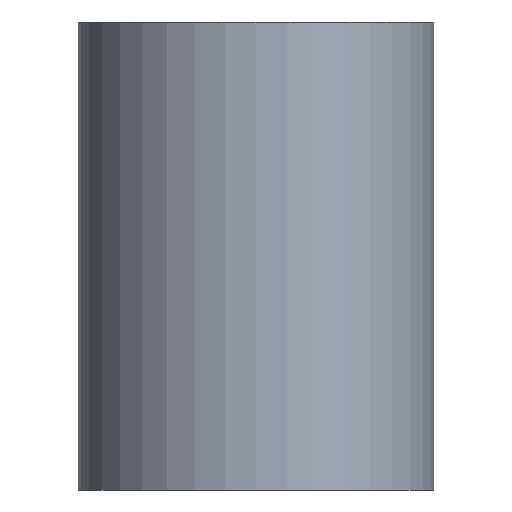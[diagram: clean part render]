
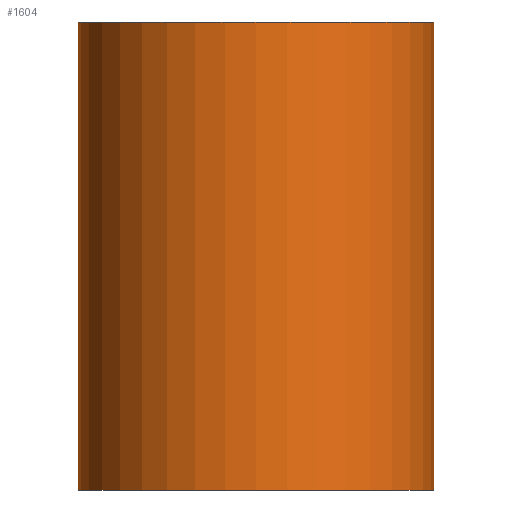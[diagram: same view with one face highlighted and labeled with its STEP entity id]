
A CAD part, front view. The second image highlights one B-rep face of the part: STEP entity #1604.
In plain terms, the highlighted cylindrical face has radius 57 mm (diameter 114 mm), a partial arc.
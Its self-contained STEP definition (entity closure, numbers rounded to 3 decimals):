
#68 = CARTESIAN_POINT ( 'NONE',  ( 57., -185.01, 537.5 ) ) ;
#73 = DIRECTION ( 'NONE',  ( 0., 0., 1. ) ) ;
#90 = DIRECTION ( 'NONE',  ( 0., 0., -1. ) ) ;
#106 = DIRECTION ( 'NONE',  ( 1., 0., 0. ) ) ;
#218 = AXIS2_PLACEMENT_3D ( 'NONE', #1183, #73, #907 ) ;
#327 = VERTEX_POINT ( 'NONE', #1785 ) ;
#371 = VECTOR ( 'NONE', #1453, 1000. ) ;
#581 = VERTEX_POINT ( 'NONE', #1637 ) ;
#591 = ORIENTED_EDGE ( 'NONE', *, *, #1416, .F. ) ;
#601 = VECTOR ( 'NONE', #1613, 1000. ) ;
#659 = CARTESIAN_POINT ( 'NONE',  ( 57., -185.01, 687.5 ) ) ;
#666 = CARTESIAN_POINT ( 'NONE',  ( 57., -185.01, 370. ) ) ;
#675 = DIRECTION ( 'NONE',  ( 0., 0., 1. ) ) ;
#676 = ORIENTED_EDGE ( 'NONE', *, *, #1006, .T. ) ;
#699 = EDGE_CURVE ( 'NONE', #701, #327, #995, .T. ) ;
#701 = VERTEX_POINT ( 'NONE', #659 ) ;
#805 = EDGE_LOOP ( 'NONE', ( #591, #1286, #676, #1167 ) ) ;
#907 = DIRECTION ( 'NONE',  ( 1., 0., 0. ) ) ;
#947 = CARTESIAN_POINT ( 'NONE',  ( 0., -185.01, 537.5 ) ) ;
#995 = CIRCLE ( 'NONE', #1454, 57. ) ;
#1006 = EDGE_CURVE ( 'NONE', #1601, #701, #1700, .T. ) ;
#1073 = DIRECTION ( 'NONE',  ( 1., 0., 0. ) ) ;
#1121 = LINE ( 'NONE', #1169, #371 ) ;
#1167 = ORIENTED_EDGE ( 'NONE', *, *, #699, .T. ) ;
#1169 = CARTESIAN_POINT ( 'NONE',  ( -57., -185.01, 370. ) ) ;
#1183 = CARTESIAN_POINT ( 'NONE',  ( 0., -185.01, 370. ) ) ;
#1286 = ORIENTED_EDGE ( 'NONE', *, *, #1501, .T. ) ;
#1382 = CIRCLE ( 'NONE', #1729, 57. ) ;
#1416 = EDGE_CURVE ( 'NONE', #581, #327, #1121, .T. ) ;
#1439 = CYLINDRICAL_SURFACE ( 'NONE', #218, 57. ) ;
#1453 = DIRECTION ( 'NONE',  ( 0., 0., 1. ) ) ;
#1454 = AXIS2_PLACEMENT_3D ( 'NONE', #1783, #90, #1073 ) ;
#1501 = EDGE_CURVE ( 'NONE', #581, #1601, #1382, .T. ) ;
#1508 = FACE_OUTER_BOUND ( 'NONE', #805, .T. ) ;
#1601 = VERTEX_POINT ( 'NONE', #68 ) ;
#1604 = ADVANCED_FACE ( 'NONE', ( #1508 ), #1439, .T. ) ;
#1613 = DIRECTION ( 'NONE',  ( 0., 0., 1. ) ) ;
#1637 = CARTESIAN_POINT ( 'NONE',  ( -57., -185.01, 537.5 ) ) ;
#1700 = LINE ( 'NONE', #666, #601 ) ;
#1729 = AXIS2_PLACEMENT_3D ( 'NONE', #947, #675, #106 ) ;
#1783 = CARTESIAN_POINT ( 'NONE',  ( 0., -185.01, 687.5 ) ) ;
#1785 = CARTESIAN_POINT ( 'NONE',  ( -57., -185.01, 687.5 ) ) ;
